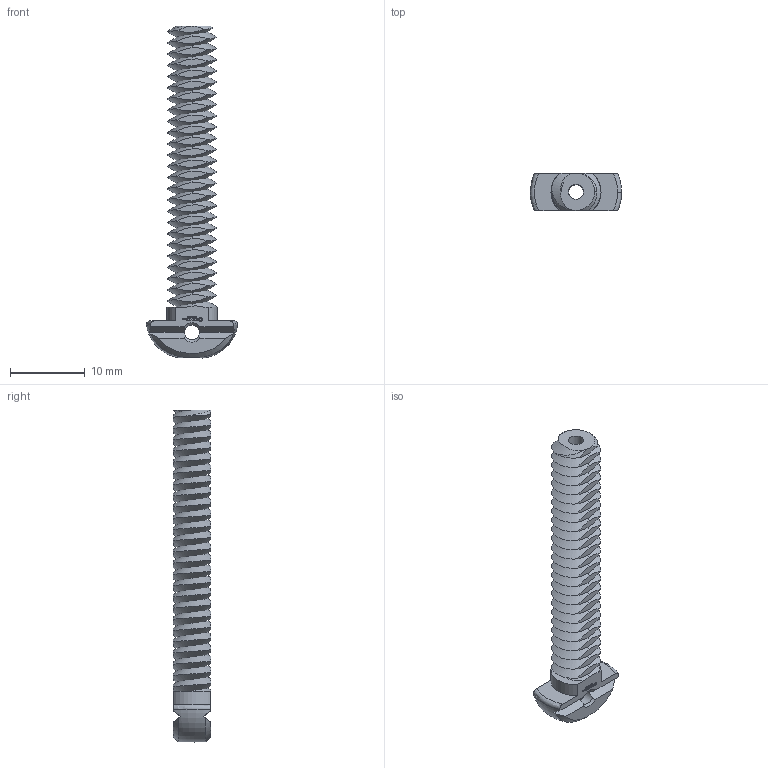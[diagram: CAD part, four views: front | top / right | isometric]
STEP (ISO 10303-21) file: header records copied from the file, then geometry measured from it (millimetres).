
FILE_DESCRIPTION(('FreeCAD Model'),'2;1');
FILE_NAME('Open CASCADE Shape Model','2023-10-26T19:35:56',(''),(''), 'Open CASCADE STEP processor 7.6','FreeCAD','Unknown');
FILE_SCHEMA(('AUTOMOTIVE_DESIGN { 1 0 10303 214 1 1 1 1 }'));
Products named in the file (1): Screw FL-RH RHD BU02.75 - SPN-SCR-0091 (stemfie.org)
Bounding box: 12.2 x 5 x 44.35 mm (x, y, z)
Volume: 926.5 mm3; surface area: 1658.9 mm2
Topology: 1 solids, 1 shells, 648 faces, 1823 edges, 1205 vertices
Faces by surface type: plane 368, extrusion 204, bspline 55, cone 11, cylinder 6, torus 3, revolution 1
Full cylindrical faces by diameter (mm): 2 x2, 2.001 x1
Entity records: 64820 total; most frequent: CARTESIAN_POINT 31275, DIRECTION 4921, VECTOR 3996, LINE 3792, ORIENTED_EDGE 3646, PCURVE 3646, DEFINITIONAL_REPRESENTATION 3646, EDGE_CURVE 1823
